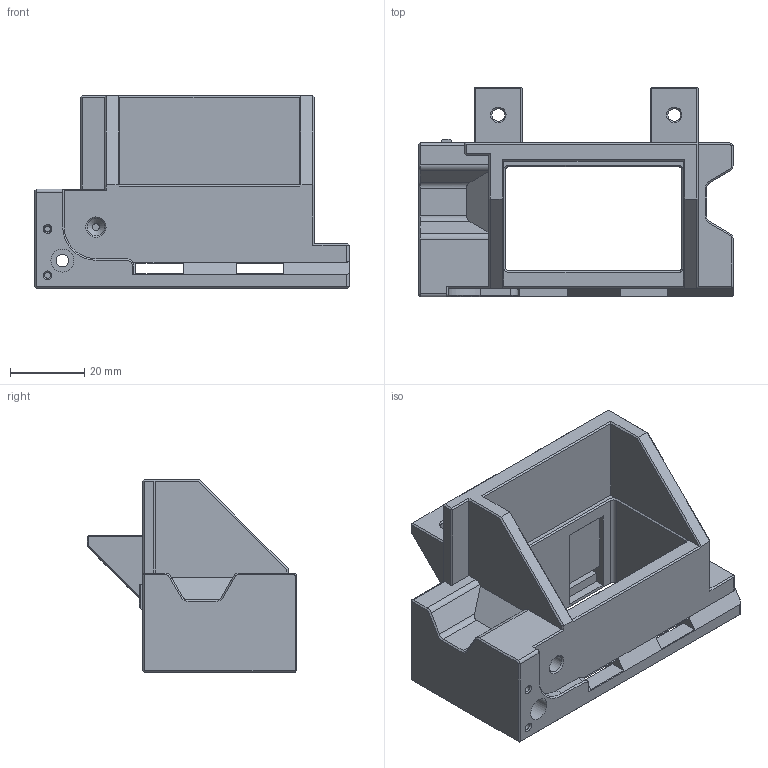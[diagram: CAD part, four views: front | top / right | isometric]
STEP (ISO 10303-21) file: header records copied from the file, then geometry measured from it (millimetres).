
FILE_DESCRIPTION(/* description */ (''),/* implementation_level */ '2;1');
FILE_NAME(/* name */ 'V02R1_Mains_Inlet Foot_1_2mm.step',/* time_stamp */ '2023-06-14T07:49:53-04:00',/* author */ (''),/* organization */ (''),/* preprocessor_version */ 'ST-DEVELOPER v19.2',/* originating_system */ 'Autodesk Translation Framework v12.6.0.85',/* authorisation */ '');
FILE_SCHEMA (('AUTOMOTIVE_DESIGN { 1 0 10303 214 3 1 1 }'));
Length unit declared in the file: millimetre
Products named in the file (1): V0.2R1 Mains Inlet Foot_1.2mm
Bounding box: 84.93 x 56.5 x 52 mm (x, y, z)
Volume: 59701.1 mm3; surface area: 23006.5 mm2
Topology: 1 solids, 1 shells, 333 faces, 844 edges, 523 vertices
Faces by surface type: plane 262, cone 36, cylinder 31, bspline 4
Full cylindrical faces by diameter (mm): 1.6 x2, 3.4 x3, 4.7 x2, 6.2 x1
Entity records: 11209 total; most frequent: CARTESIAN_POINT 3113, ORIENTED_EDGE 1688, DIRECTION 1605, EDGE_CURVE 844, LINE 723, VECTOR 723, VERTEX_POINT 523, AXIS2_PLACEMENT_3D 441
